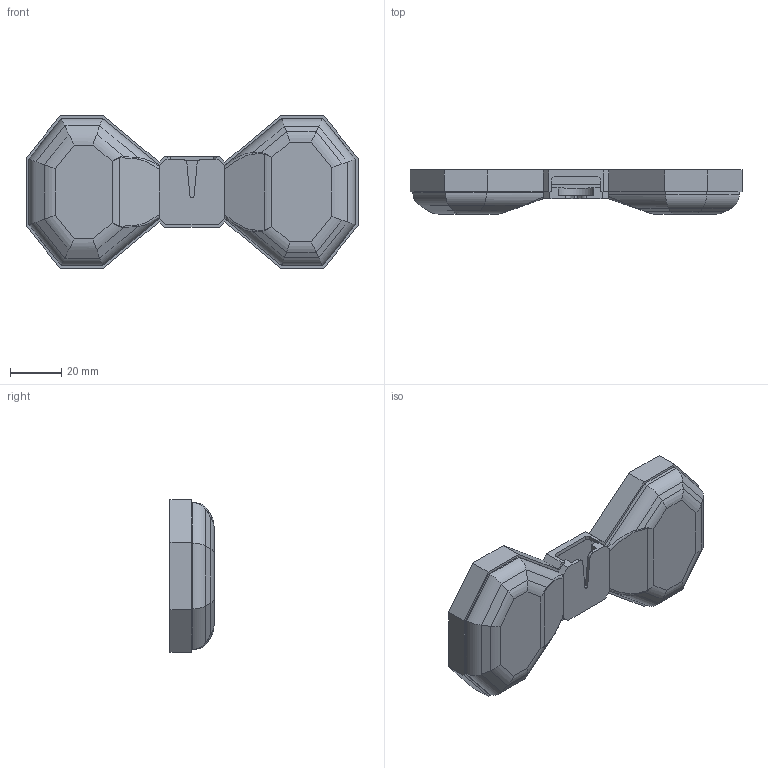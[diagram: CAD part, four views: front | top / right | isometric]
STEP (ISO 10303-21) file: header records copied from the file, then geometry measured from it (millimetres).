
FILE_DESCRIPTION(/* description */ (''),/* implementation_level */ '2;1');
FILE_NAME(/* name */ 'glowtieV1.0.step',/* time_stamp */ '2019-07-28T14:42:41-04:00',/* author */ (''),/* organization */ (''),/* preprocessor_version */ 'ST-DEVELOPER v18',/* originating_system */ 'Autodesk Translation Framework v8.2.0.1029',/* authorisation */ '');
FILE_SCHEMA (('AUTOMOTIVE_DESIGN { 1 0 10303 214 3 1 1 }'));
Length unit declared in the file: millimetre
Products named in the file (4): glowtieV1.0; frame; diffusion; bumper
Assembly tree (3 placements, depth 2):
  glowtieV1.0
    frame
    diffusion
    bumper
Bounding box: 129.2 x 17.18 x 59.35 mm (x, y, z)
Volume: 34373.2 mm3; surface area: 35890.6 mm2
Topology: 5 solids, 5 shells, 354 faces, 898 edges, 560 vertices
Faces by surface type: plane 214, cylinder 72, bspline 60, sphere 8
Entity records: 12219 total; most frequent: CARTESIAN_POINT 4042, ORIENTED_EDGE 1788, DIRECTION 1446, EDGE_CURVE 894, LINE 600, VECTOR 600, VERTEX_POINT 560, AXIS2_PLACEMENT_3D 423
